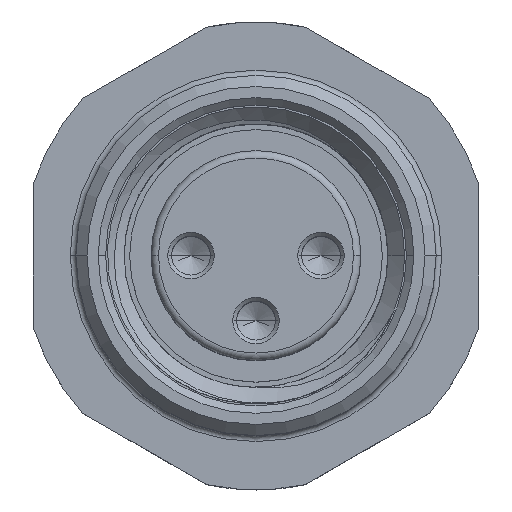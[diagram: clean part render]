
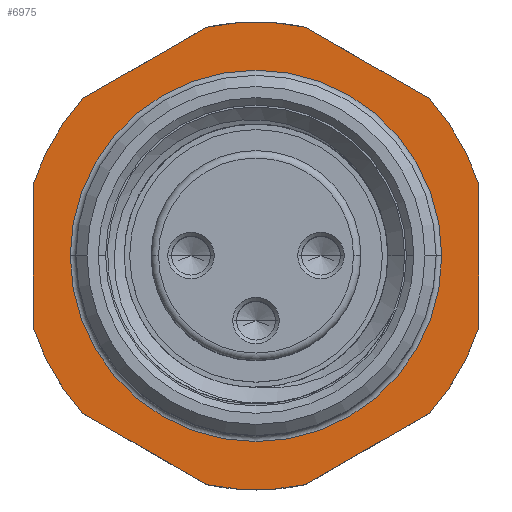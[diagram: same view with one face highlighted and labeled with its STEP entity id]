
A CAD part, top view. The second image highlights one B-rep face of the part: STEP entity #6975.
In plain terms, the highlighted planar face has unit normal (0, 0, 1).
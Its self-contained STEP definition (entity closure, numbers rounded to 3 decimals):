
#3072=CARTESIAN_POINT('',(0.,0.,-0.3));
#3073=DIRECTION('',(0.,0.,1.));
#3074=DIRECTION('',(0.212,0.977,0.));
#3075=AXIS2_PLACEMENT_3D('',#3072,#3073,#3074);
#3077=DIRECTION('',(-0.866,0.5,0.));
#3078=VECTOR('',#3077,3.842);
#3079=CARTESIAN_POINT('',(4.664,4.236,-0.3));
#3080=LINE('',#3079,#3078);
#3081=CARTESIAN_POINT('',(0.,0.,-0.3));
#3082=DIRECTION('',(0.,0.,1.));
#3083=DIRECTION('',(0.952,0.305,0.));
#3084=AXIS2_PLACEMENT_3D('',#3081,#3082,#3083);
#3086=DIRECTION('',(0.,1.,0.));
#3087=VECTOR('',#3086,3.842);
#3088=CARTESIAN_POINT('',(6.,-1.921,-0.3));
#3089=LINE('',#3088,#3087);
#3090=CARTESIAN_POINT('',(0.,0.,-0.3));
#3091=DIRECTION('',(0.,0.,1.));
#3092=DIRECTION('',(0.74,-0.672,0.));
#3093=AXIS2_PLACEMENT_3D('',#3090,#3091,#3092);
#3095=DIRECTION('',(0.866,0.5,0.));
#3096=VECTOR('',#3095,3.842);
#3097=CARTESIAN_POINT('',(1.336,-6.157,-0.3));
#3098=LINE('',#3097,#3096);
#3099=CARTESIAN_POINT('',(0.,0.,-0.3));
#3100=DIRECTION('',(0.,0.,1.));
#3101=DIRECTION('',(-0.212,-0.977,0.));
#3102=AXIS2_PLACEMENT_3D('',#3099,#3100,#3101);
#3104=DIRECTION('',(0.866,-0.5,0.));
#3105=VECTOR('',#3104,3.842);
#3106=CARTESIAN_POINT('',(-4.664,-4.236,-0.3));
#3107=LINE('',#3106,#3105);
#3108=CARTESIAN_POINT('',(0.,0.,-0.3));
#3109=DIRECTION('',(0.,0.,1.));
#3110=DIRECTION('',(-0.952,-0.305,0.));
#3111=AXIS2_PLACEMENT_3D('',#3108,#3109,#3110);
#3113=DIRECTION('',(0.,-1.,0.));
#3114=VECTOR('',#3113,3.842);
#3115=CARTESIAN_POINT('',(-6.,1.921,-0.3));
#3116=LINE('',#3115,#3114);
#3117=CARTESIAN_POINT('',(0.,0.,-0.3));
#3118=DIRECTION('',(0.,0.,1.));
#3119=DIRECTION('',(-0.74,0.672,0.));
#3120=AXIS2_PLACEMENT_3D('',#3117,#3118,#3119);
#3122=DIRECTION('',(-0.866,-0.5,0.));
#3123=VECTOR('',#3122,3.842);
#3124=CARTESIAN_POINT('',(-1.336,6.157,-0.3));
#3125=LINE('',#3124,#3123);
#3126=CARTESIAN_POINT('',(0.,0.,-0.3));
#3127=DIRECTION('',(0.,0.,-1.));
#3128=DIRECTION('',(1.,0.,0.));
#3129=AXIS2_PLACEMENT_3D('',#3126,#3127,#3128);
#3131=CARTESIAN_POINT('',(0.,0.,-0.3));
#3132=DIRECTION('',(0.,0.,-1.));
#3133=DIRECTION('',(-1.,0.,0.));
#3134=AXIS2_PLACEMENT_3D('',#3131,#3132,#3133);
#6431=CARTESIAN_POINT('',(1.336,6.157,-0.3));
#6432=CARTESIAN_POINT('',(-1.336,6.157,-0.3));
#6433=VERTEX_POINT('',#6431);
#6434=VERTEX_POINT('',#6432);
#6435=CARTESIAN_POINT('',(-4.664,4.236,-0.3));
#6436=VERTEX_POINT('',#6435);
#6437=CARTESIAN_POINT('',(-6.,1.921,-0.3));
#6438=VERTEX_POINT('',#6437);
#6439=CARTESIAN_POINT('',(-6.,-1.921,-0.3));
#6440=VERTEX_POINT('',#6439);
#6441=CARTESIAN_POINT('',(-4.664,-4.236,-0.3));
#6442=VERTEX_POINT('',#6441);
#6443=CARTESIAN_POINT('',(-1.336,-6.157,-0.3));
#6444=VERTEX_POINT('',#6443);
#6445=CARTESIAN_POINT('',(1.336,-6.157,-0.3));
#6446=VERTEX_POINT('',#6445);
#6447=CARTESIAN_POINT('',(4.664,-4.236,-0.3));
#6448=VERTEX_POINT('',#6447);
#6449=CARTESIAN_POINT('',(6.,-1.921,-0.3));
#6450=VERTEX_POINT('',#6449);
#6451=CARTESIAN_POINT('',(6.,1.921,-0.3));
#6452=VERTEX_POINT('',#6451);
#6453=CARTESIAN_POINT('',(4.664,4.236,-0.3));
#6454=VERTEX_POINT('',#6453);
#6527=CARTESIAN_POINT('',(5.,0.,-0.3));
#6528=CARTESIAN_POINT('',(-5.,0.,-0.3));
#6529=VERTEX_POINT('',#6527);
#6530=VERTEX_POINT('',#6528);
#6950=CARTESIAN_POINT('',(0.,0.,-0.3));
#6951=DIRECTION('',(0.,0.,1.));
#6952=DIRECTION('',(1.,0.,0.));
#6953=AXIS2_PLACEMENT_3D('',#6950,#6951,#6952);
#6954=PLANE('',#6953);
#6955=ORIENTED_EDGE('',*,*,#6788,.F.);
#6956=ORIENTED_EDGE('',*,*,#6804,.F.);
#6957=ORIENTED_EDGE('',*,*,#6818,.F.);
#6958=ORIENTED_EDGE('',*,*,#6832,.F.);
#6959=ORIENTED_EDGE('',*,*,#6846,.F.);
#6960=ORIENTED_EDGE('',*,*,#6860,.F.);
#6961=ORIENTED_EDGE('',*,*,#6875,.F.);
#6962=ORIENTED_EDGE('',*,*,#6889,.F.);
#6963=ORIENTED_EDGE('',*,*,#6903,.F.);
#6964=ORIENTED_EDGE('',*,*,#6917,.F.);
#6965=ORIENTED_EDGE('',*,*,#6931,.F.);
#6966=ORIENTED_EDGE('',*,*,#6944,.F.);
#6967=EDGE_LOOP('',(#6955,#6956,#6957,#6958,#6959,#6960,#6961,#6962,#6963,#6964,
#6965,#6966));
#6968=FACE_OUTER_BOUND('',#6967,.F.);
#6970=ORIENTED_EDGE('',*,*,#6969,.F.);
#6972=ORIENTED_EDGE('',*,*,#6971,.F.);
#6973=EDGE_LOOP('',(#6970,#6972));
#6974=FACE_BOUND('',#6973,.F.);
#3076=CIRCLE('',#3075,6.3);
#3085=CIRCLE('',#3084,6.3);
#3094=CIRCLE('',#3093,6.3);
#3103=CIRCLE('',#3102,6.3);
#3112=CIRCLE('',#3111,6.3);
#3121=CIRCLE('',#3120,6.3);
#3130=CIRCLE('',#3129,5.);
#3135=CIRCLE('',#3134,5.);
#6788=EDGE_CURVE('',#6433,#6434,#3076,.T.);
#6804=EDGE_CURVE('',#6454,#6433,#3080,.T.);
#6818=EDGE_CURVE('',#6452,#6454,#3085,.T.);
#6832=EDGE_CURVE('',#6450,#6452,#3089,.T.);
#6846=EDGE_CURVE('',#6448,#6450,#3094,.T.);
#6860=EDGE_CURVE('',#6446,#6448,#3098,.T.);
#6875=EDGE_CURVE('',#6444,#6446,#3103,.T.);
#6889=EDGE_CURVE('',#6442,#6444,#3107,.T.);
#6903=EDGE_CURVE('',#6440,#6442,#3112,.T.);
#6917=EDGE_CURVE('',#6438,#6440,#3116,.T.);
#6931=EDGE_CURVE('',#6436,#6438,#3121,.T.);
#6944=EDGE_CURVE('',#6434,#6436,#3125,.T.);
#6969=EDGE_CURVE('',#6529,#6530,#3130,.T.);
#6971=EDGE_CURVE('',#6530,#6529,#3135,.T.);
#6975=ADVANCED_FACE('',(#6968,#6974),#6954,.T.);
